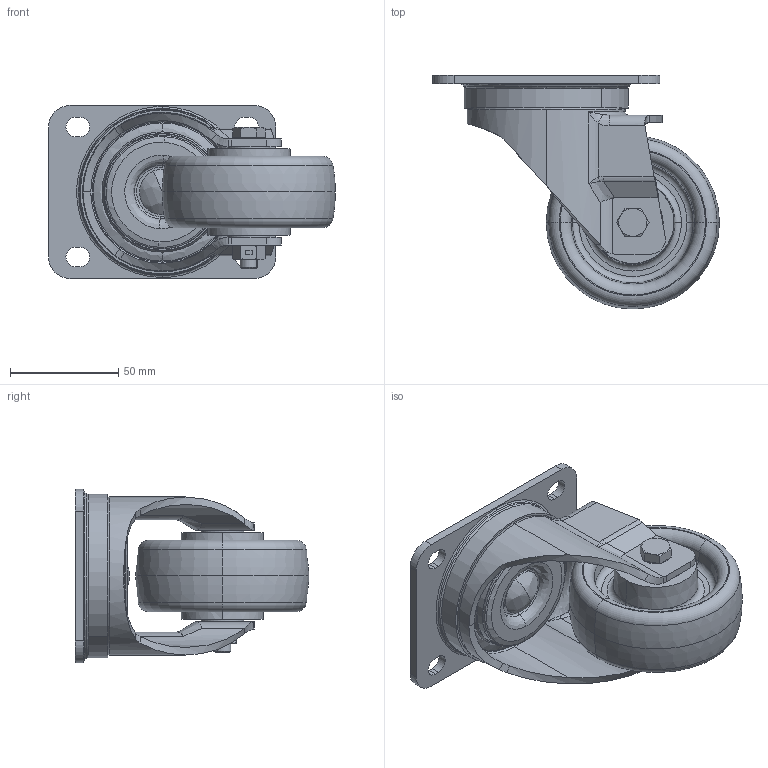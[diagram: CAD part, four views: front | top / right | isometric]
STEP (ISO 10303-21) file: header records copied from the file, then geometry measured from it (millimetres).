
FILE_DESCRIPTION (( 'STEP AP214' ), '1' );
FILE_NAME ('0033425BL_L-IM-PAM-080-K-3-EC.STEP', '2016-09-01T08:50:03', ( '' ), ( '' ), 'SwSTEP 2.0', 'SolidWorks 2016', '' );
FILE_SCHEMA (( 'AUTOMOTIVE_DESIGN' ));
Length unit declared in the file: millimetre
Products named in the file (1): 0033425BL_L-IM-PAM-080-K-3-EC
Bounding box: 132.5 x 108 x 80 mm (x, y, z)
Volume: 237411.1 mm3; surface area: 110237.3 mm2
Topology: 20 solids, 20 shells, 787 faces, 1868 edges, 1160 vertices
Faces by surface type: plane 339, cylinder 196, bspline 108, cone 94, torus 50
Entity records: 36351 total; most frequent: CARTESIAN_POINT 9397, DIRECTION 3803, ORIENTED_EDGE 3720, EDGE_CURVE 1860, AXIS2_PLACEMENT_3D 1407, VERTEX_POINT 1160, VECTOR 989, LINE 989
